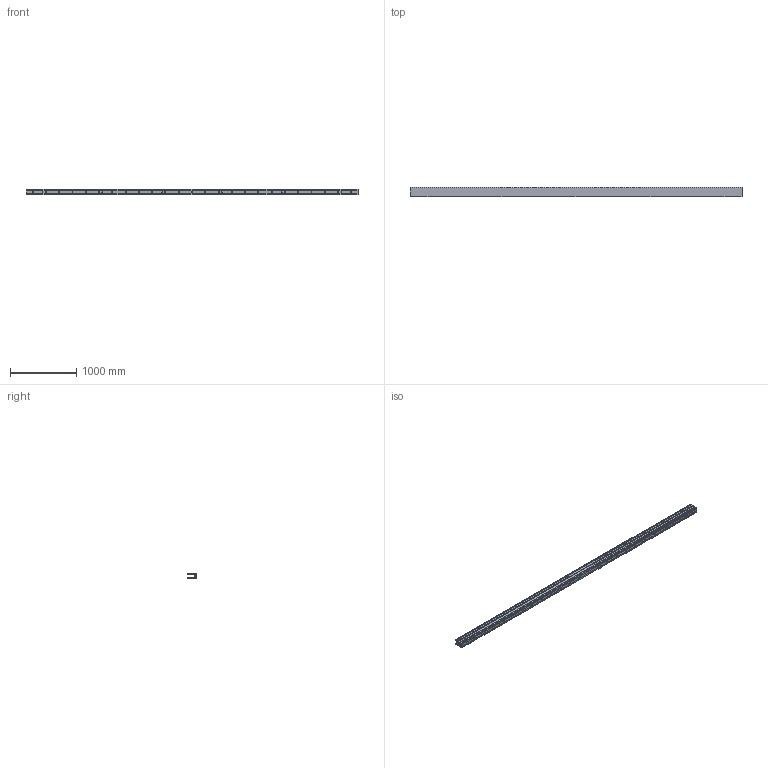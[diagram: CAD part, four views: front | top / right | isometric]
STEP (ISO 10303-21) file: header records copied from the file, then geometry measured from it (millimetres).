
FILE_DESCRIPTION (( 'STEP AP214' ), '1' );
FILE_NAME ('AL_0008-ProXL-5000-S-E.STEP', '2023-12-08T09:08:13', ( '' ), ( '' ), 'SwSTEP 2.0', 'SolidWorks 2019', '' );
FILE_SCHEMA (( 'AUTOMOTIVE_DESIGN' ));
Length unit declared in the file: millimetre
Products named in the file (1): AL_0008-ProXL-5000-S-E
Bounding box: 5000 x 136 x 82 mm (x, y, z)
Volume: 16509519 mm3; surface area: 7963269.8 mm2
Topology: 1 solids, 1 shells, 449 faces, 1416 edges, 944 vertices
Faces by surface type: cylinder 266, plane 183
Entity records: 16500 total; most frequent: CARTESIAN_POINT 3310, ORIENTED_EDGE 2832, DIRECTION 2748, EDGE_CURVE 1416, AXIS2_PLACEMENT_3D 982, VERTEX_POINT 944, VECTOR 784, LINE 784
